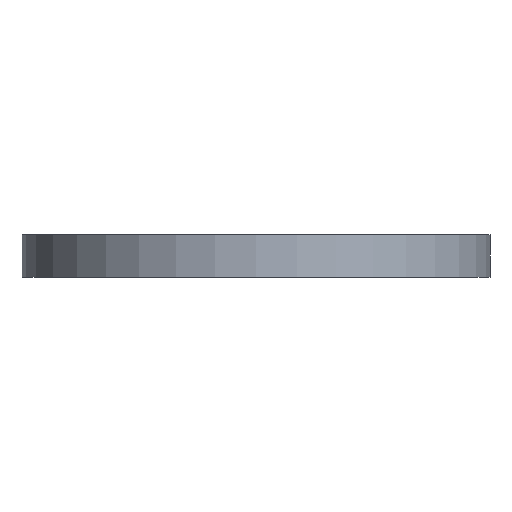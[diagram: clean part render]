
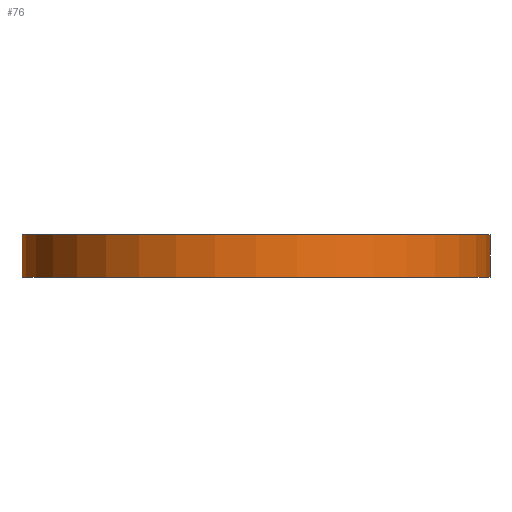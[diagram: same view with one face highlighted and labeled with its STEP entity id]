
A CAD part, front view. The second image highlights one B-rep face of the part: STEP entity #76.
In plain terms, the highlighted cylindrical face has radius 11 mm (diameter 22 mm), a partial arc.
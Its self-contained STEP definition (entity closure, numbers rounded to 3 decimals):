
#7 = LINE ( 'NONE', #209, #520 ) ;
#13 = EDGE_CURVE ( 'NONE', #525, #493, #409, .T. ) ;
#29 = CARTESIAN_POINT ( 'NONE',  ( 0., 0., 0. ) ) ;
#45 = CARTESIAN_POINT ( 'NONE',  ( 11., 0., 0. ) ) ;
#56 = FACE_OUTER_BOUND ( 'NONE', #359, .T. ) ;
#76 = ADVANCED_FACE ( 'NONE', ( #56 ), #455, .T. ) ;
#79 = AXIS2_PLACEMENT_3D ( 'NONE', #29, #232, #431 ) ;
#106 = CARTESIAN_POINT ( 'NONE',  ( 0., 0., 2. ) ) ;
#149 = DIRECTION ( 'NONE',  ( 0., 0., -1. ) ) ;
#156 = DIRECTION ( 'NONE',  ( -1., 0., 0. ) ) ;
#165 = AXIS2_PLACEMENT_3D ( 'NONE', #106, #149, #156 ) ;
#168 = ORIENTED_EDGE ( 'NONE', *, *, #372, .T. ) ;
#184 = ORIENTED_EDGE ( 'NONE', *, *, #378, .F. ) ;
#205 = CARTESIAN_POINT ( 'NONE',  ( 11., 0., 2. ) ) ;
#209 = CARTESIAN_POINT ( 'NONE',  ( -11., 0., 2. ) ) ;
#232 = DIRECTION ( 'NONE',  ( 0., 0., 1. ) ) ;
#240 = CARTESIAN_POINT ( 'NONE',  ( -11., 0., 0. ) ) ;
#264 = ORIENTED_EDGE ( 'NONE', *, *, #13, .T. ) ;
#283 = DIRECTION ( 'NONE',  ( 0., 0., -1. ) ) ;
#293 = DIRECTION ( 'NONE',  ( 1., 0., 0. ) ) ;
#315 = VERTEX_POINT ( 'NONE', #446 ) ;
#317 = VERTEX_POINT ( 'NONE', #205 ) ;
#359 = EDGE_LOOP ( 'NONE', ( #656, #184, #168, #264 ) ) ;
#372 = EDGE_CURVE ( 'NONE', #315, #525, #7, .T. ) ;
#378 = EDGE_CURVE ( 'NONE', #315, #317, #552, .T. ) ;
#409 = CIRCLE ( 'NONE', #79, 11. ) ;
#410 = DIRECTION ( 'NONE',  ( 0., 0., -1. ) ) ;
#428 = LINE ( 'NONE', #523, #488 ) ;
#431 = DIRECTION ( 'NONE',  ( 1., 0., 0. ) ) ;
#446 = CARTESIAN_POINT ( 'NONE',  ( -11., 0., 2. ) ) ;
#455 = CYLINDRICAL_SURFACE ( 'NONE', #165, 11. ) ;
#475 = EDGE_CURVE ( 'NONE', #317, #493, #428, .T. ) ;
#488 = VECTOR ( 'NONE', #283, 1000. ) ;
#493 = VERTEX_POINT ( 'NONE', #45 ) ;
#520 = VECTOR ( 'NONE', #410, 1000. ) ;
#523 = CARTESIAN_POINT ( 'NONE',  ( 11., 0., 2. ) ) ;
#525 = VERTEX_POINT ( 'NONE', #240 ) ;
#541 = CARTESIAN_POINT ( 'NONE',  ( 0., 0., 2. ) ) ;
#552 = CIRCLE ( 'NONE', #609, 11. ) ;
#609 = AXIS2_PLACEMENT_3D ( 'NONE', #541, #614, #293 ) ;
#614 = DIRECTION ( 'NONE',  ( 0., 0., 1. ) ) ;
#656 = ORIENTED_EDGE ( 'NONE', *, *, #475, .F. ) ;
